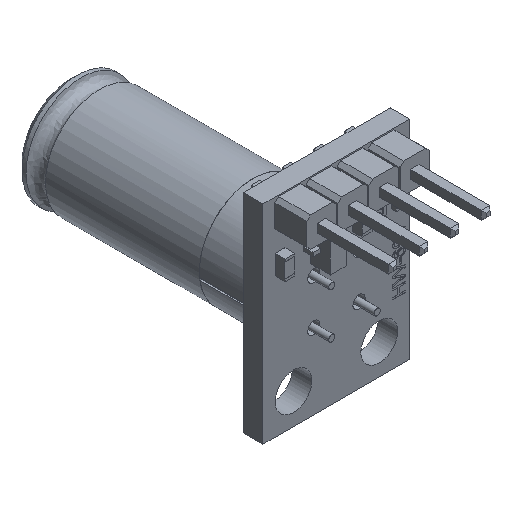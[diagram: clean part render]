
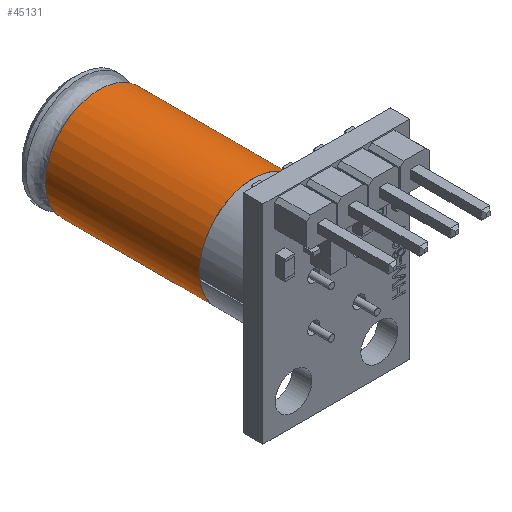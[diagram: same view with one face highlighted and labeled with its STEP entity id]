
A CAD part, isometric view. The second image highlights one B-rep face of the part: STEP entity #45131.
In plain terms, the highlighted free-form (B-spline) face has degree [2, 1] with [9, 2] control points.
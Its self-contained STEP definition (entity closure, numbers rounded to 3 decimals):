
#44035 = VERTEX_POINT('',#44036);
#44036 = CARTESIAN_POINT('',(6.778,19.981,
    10.336));
#44996 = VERTEX_POINT('',#44997);
#44997 = CARTESIAN_POINT('',(6.754,35.46,
    10.845));
#45005 = EDGE_CURVE('',#44996,#45006,#45008,.T.);
#45006 = VERTEX_POINT('',#45007);
#45007 = CARTESIAN_POINT('',(17.585,35.46,
    10.845));
#45008 = ( BOUNDED_CURVE() B_SPLINE_CURVE(2,(#45009,#45010,#45011,#45012
,#45013),.UNSPECIFIED.,.F.,.F.) B_SPLINE_CURVE_WITH_KNOTS((3,2,3),(0.,
1.571,3.142),.PIECEWISE_BEZIER_KNOTS.) CURVE() 
GEOMETRIC_REPRESENTATION_ITEM() RATIONAL_B_SPLINE_CURVE((1.,
0.707,1.,0.707,1.)) REPRESENTATION_ITEM('') );
#45009 = CARTESIAN_POINT('',(6.754,35.46,
    10.845));
#45010 = CARTESIAN_POINT('',(6.754,35.46,
    5.429));
#45011 = CARTESIAN_POINT('',(12.17,35.46,
    5.429));
#45012 = CARTESIAN_POINT('',(17.585,35.46,
    5.429));
#45013 = CARTESIAN_POINT('',(17.585,35.46,
    10.845));
#45015 = EDGE_CURVE('',#45006,#44996,#45016,.T.);
#45016 = ( BOUNDED_CURVE() B_SPLINE_CURVE(2,(#45017,#45018,#45019,#45020
,#45021),.UNSPECIFIED.,.F.,.F.) B_SPLINE_CURVE_WITH_KNOTS((3,2,3),(
    3.142,4.712,6.283),
.PIECEWISE_BEZIER_KNOTS.) CURVE() GEOMETRIC_REPRESENTATION_ITEM() 
RATIONAL_B_SPLINE_CURVE((1.,0.707,1.,0.707,1.)) 
REPRESENTATION_ITEM('') );
#45017 = CARTESIAN_POINT('',(17.585,35.46,
    10.845));
#45018 = CARTESIAN_POINT('',(17.585,35.46,
    16.26));
#45019 = CARTESIAN_POINT('',(12.17,35.46,
    16.26));
#45020 = CARTESIAN_POINT('',(6.754,35.46,
    16.26));
#45021 = CARTESIAN_POINT('',(6.754,35.46,
    10.845));
#45076 = VERTEX_POINT('',#45077);
#45077 = CARTESIAN_POINT('',(9.146,19.981,
    15.337));
#45078 = VERTEX_POINT('',#45079);
#45079 = CARTESIAN_POINT('',(15.123,19.981,
    6.305));
#45087 = EDGE_CURVE('',#45088,#45078,#45090,.T.);
#45088 = VERTEX_POINT('',#45089);
#45089 = CARTESIAN_POINT('',(17.585,19.981,
    10.845));
#45090 = ( BOUNDED_CURVE() B_SPLINE_CURVE(2,(#45091,#45092,#45093),
.UNSPECIFIED.,.F.,.F.) B_SPLINE_CURVE_WITH_KNOTS((3,3),(3.142,
4.136),.PIECEWISE_BEZIER_KNOTS.) CURVE() 
GEOMETRIC_REPRESENTATION_ITEM() RATIONAL_B_SPLINE_CURVE((1.,
0.879,1.)) REPRESENTATION_ITEM('') );
#45091 = CARTESIAN_POINT('',(17.585,19.981,
    10.845));
#45092 = CARTESIAN_POINT('',(17.585,19.981,
    7.907));
#45093 = CARTESIAN_POINT('',(15.123,19.981,
    6.305));
#45095 = EDGE_CURVE('',#45076,#45088,#45096,.T.);
#45096 = ( BOUNDED_CURVE() B_SPLINE_CURVE(2,(#45097,#45098,#45099),
.UNSPECIFIED.,.F.,.F.) B_SPLINE_CURVE_WITH_KNOTS((3,3),(0.978,
3.142),.PIECEWISE_BEZIER_KNOTS.) CURVE() 
GEOMETRIC_REPRESENTATION_ITEM() RATIONAL_B_SPLINE_CURVE((1.,
0.47,1.)) REPRESENTATION_ITEM('') );
#45097 = CARTESIAN_POINT('',(9.146,19.981,
    15.337));
#45098 = CARTESIAN_POINT('',(17.585,19.981,
    21.018));
#45099 = CARTESIAN_POINT('',(17.585,19.981,
    10.845));
#45131 = ADVANCED_FACE('',(#45132),#45164,.T.);
#45132 = FACE_BOUND('',#45133,.T.);
#45133 = EDGE_LOOP('',(#45134,#45135,#45136,#45141,#45142,#45150,#45156,
    #45162,#45163));
#45134 = ORIENTED_EDGE('',*,*,#45015,.T.);
#45135 = ORIENTED_EDGE('',*,*,#45005,.T.);
#45136 = ORIENTED_EDGE('',*,*,#45137,.T.);
#45137 = EDGE_CURVE('',#45006,#45088,#45138,.T.);
#45138 = B_SPLINE_CURVE_WITH_KNOTS('',1,(#45139,#45140),.UNSPECIFIED.,
  .F.,.F.,(2,2),(-12.577,0.),
  .PIECEWISE_BEZIER_KNOTS.);
#45139 = CARTESIAN_POINT('',(17.585,35.46,
    10.845));
#45140 = CARTESIAN_POINT('',(17.585,19.981,
    10.845));
#45141 = ORIENTED_EDGE('',*,*,#45087,.T.);
#45142 = ORIENTED_EDGE('',*,*,#45143,.F.);
#45143 = EDGE_CURVE('',#45144,#45078,#45146,.T.);
#45144 = VERTEX_POINT('',#45145);
#45145 = CARTESIAN_POINT('',(6.809,19.981,
    10.076));
#45146 = ( BOUNDED_CURVE() B_SPLINE_CURVE(2,(#45147,#45148,#45149),
.UNSPECIFIED.,.F.,.F.) B_SPLINE_CURVE_WITH_KNOTS((3,3),(0.143,
2.148),.PIECEWISE_BEZIER_KNOTS.) CURVE() 
GEOMETRIC_REPRESENTATION_ITEM() RATIONAL_B_SPLINE_CURVE((1.,
0.538,1.)) REPRESENTATION_ITEM('') );
#45147 = CARTESIAN_POINT('',(6.809,19.981,
    10.076));
#45148 = CARTESIAN_POINT('',(8.014,19.981,
    1.681));
#45149 = CARTESIAN_POINT('',(15.123,19.981,
    6.305));
#45150 = ORIENTED_EDGE('',*,*,#45151,.T.);
#45151 = EDGE_CURVE('',#45144,#44035,#45152,.T.);
#45152 = ( BOUNDED_CURVE() B_SPLINE_CURVE(2,(#45153,#45154,#45155),
.UNSPECIFIED.,.F.,.F.) B_SPLINE_CURVE_WITH_KNOTS((3,3),(6.141,
6.189),.PIECEWISE_BEZIER_KNOTS.) CURVE() 
GEOMETRIC_REPRESENTATION_ITEM() RATIONAL_B_SPLINE_CURVE((1.,
1.,1.)) REPRESENTATION_ITEM('') );
#45153 = CARTESIAN_POINT('',(6.809,19.981,
    10.076));
#45154 = CARTESIAN_POINT('',(6.791,19.981,
    10.205));
#45155 = CARTESIAN_POINT('',(6.778,19.981,
    10.336));
#45156 = ORIENTED_EDGE('',*,*,#45157,.F.);
#45157 = EDGE_CURVE('',#45076,#44035,#45158,.T.);
#45158 = ( BOUNDED_CURVE() B_SPLINE_CURVE(2,(#45159,#45160,#45161),
.UNSPECIFIED.,.F.,.F.) B_SPLINE_CURVE_WITH_KNOTS((3,3),(5.305,
6.377),.PIECEWISE_BEZIER_KNOTS.) CURVE() 
GEOMETRIC_REPRESENTATION_ITEM() RATIONAL_B_SPLINE_CURVE((1.,
0.86,1.)) REPRESENTATION_ITEM('') );
#45159 = CARTESIAN_POINT('',(9.146,19.981,
    15.337));
#45160 = CARTESIAN_POINT('',(6.476,19.981,
    13.54));
#45161 = CARTESIAN_POINT('',(6.778,19.981,
    10.336));
#45162 = ORIENTED_EDGE('',*,*,#45095,.T.);
#45163 = ORIENTED_EDGE('',*,*,#45137,.F.);
#45164 = ( BOUNDED_SURFACE() B_SPLINE_SURFACE(2,1,(
    (#45165,#45166)
    ,(#45167,#45168)
    ,(#45169,#45170)
    ,(#45171,#45172)
    ,(#45173,#45174)
    ,(#45175,#45176)
    ,(#45177,#45178)
    ,(#45179,#45180)
    ,(#45181,#45182
)),.UNSPECIFIED.,.T.,.F.,.F.) B_SPLINE_SURFACE_WITH_KNOTS((3,2,2,2,3),(2
    ,2),(3.142,4.189,6.283,8.378,
    9.425),(0.,12.577),
.UNSPECIFIED.) GEOMETRIC_REPRESENTATION_ITEM() RATIONAL_B_SPLINE_SURFACE
((
    (0.75,0.75)
    ,(0.75,0.75)
    ,(1.,1.)
    ,(0.5,0.5)
    ,(1.,1.)
    ,(0.5,0.5)
    ,(1.,1.)
    ,(0.75,0.75)
,(0.75,0.75))) REPRESENTATION_ITEM('') SURFACE() );
#45165 = CARTESIAN_POINT('',(17.585,19.981,
    10.845));
#45166 = CARTESIAN_POINT('',(17.585,35.46,
    10.845));
#45167 = CARTESIAN_POINT('',(17.585,19.981,
    7.718));
#45168 = CARTESIAN_POINT('',(17.585,35.46,
    7.718));
#45169 = CARTESIAN_POINT('',(14.878,19.981,
    6.155));
#45170 = CARTESIAN_POINT('',(14.878,35.46,
    6.155));
#45171 = CARTESIAN_POINT('',(6.754,19.981,
    1.465));
#45172 = CARTESIAN_POINT('',(6.754,35.46,
    1.465));
#45173 = CARTESIAN_POINT('',(6.754,19.981,
    10.845));
#45174 = CARTESIAN_POINT('',(6.754,35.46,
    10.845));
#45175 = CARTESIAN_POINT('',(6.754,19.981,
    20.225));
#45176 = CARTESIAN_POINT('',(6.754,35.46,
    20.225));
#45177 = CARTESIAN_POINT('',(14.878,19.981,
    15.535));
#45178 = CARTESIAN_POINT('',(14.878,35.46,
    15.535));
#45179 = CARTESIAN_POINT('',(17.585,19.981,
    13.971));
#45180 = CARTESIAN_POINT('',(17.585,35.46,
    13.971));
#45181 = CARTESIAN_POINT('',(17.585,19.981,
    10.845));
#45182 = CARTESIAN_POINT('',(17.585,35.46,
    10.845));
